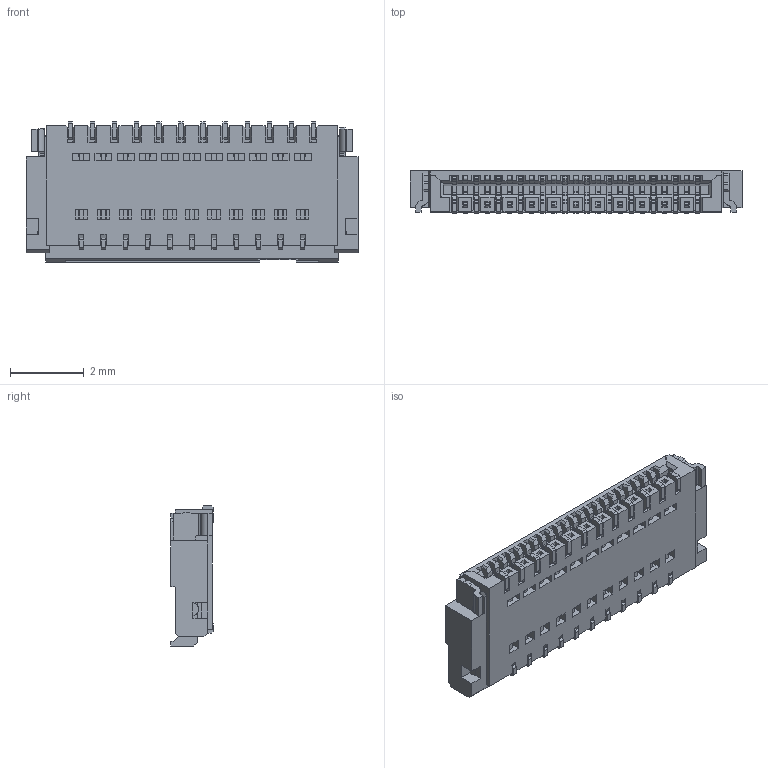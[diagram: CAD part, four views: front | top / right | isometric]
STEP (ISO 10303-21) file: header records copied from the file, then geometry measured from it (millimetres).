
FILE_DESCRIPTION((''),'2;1');
FILE_NAME('5025982393','2014-04-25T',('me'),(''),'PRO/ENGINEER BY PARAMETRIC TECHNOLOGY CORPORATION, 2011490','PRO/ENGINEER BY PARAMETRIC TECHNOLOGY CORPORATION, 2011490','');
FILE_SCHEMA(('CONFIG_CONTROL_DESIGN'));
Products named in the file (1): 5025982393
Bounding box: 9 x 1.15 x 3.8 mm (x, y, z)
Volume: 23 mm3; surface area: 269 mm2
Topology: 1 solids, 1 shells, 2678 faces, 8746 edges, 5739 vertices
Faces by surface type: plane 2278, cylinder 400
Entity records: 94912 total; most frequent: ORIENTED_EDGE 17288, CARTESIAN_POINT 17060, DIRECTION 14942, EDGE_CURVE 8644, VECTOR 7908, LINE 7908, VERTEX_POINT 5635, AXIS2_PLACEMENT_3D 3517
